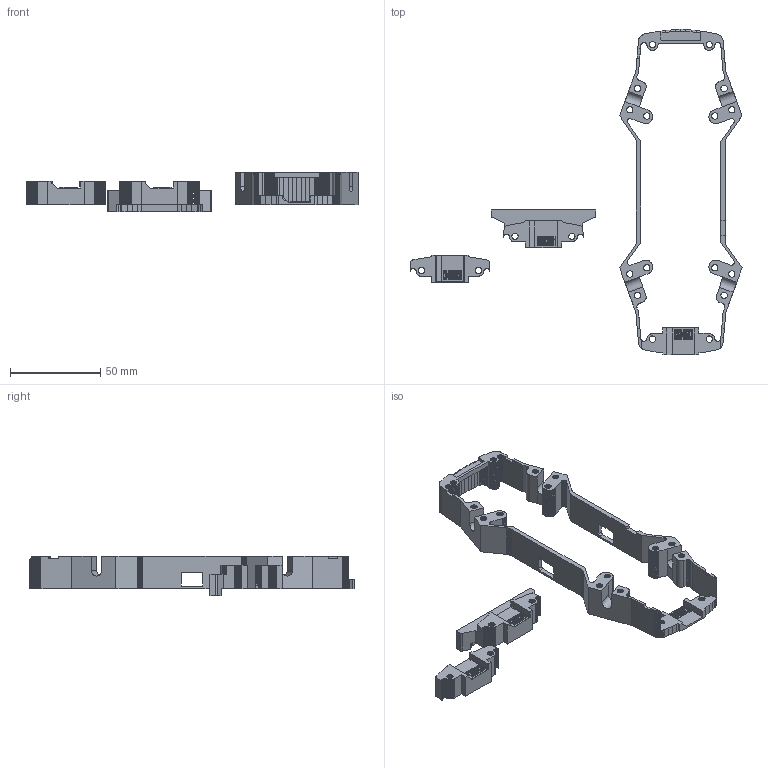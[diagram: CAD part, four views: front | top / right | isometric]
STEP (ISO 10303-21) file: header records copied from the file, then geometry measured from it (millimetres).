
FILE_DESCRIPTION(/* description */ (''),/* implementation_level */ '2;1');
FILE_NAME(/* name */ 'spacer .step',/* time_stamp */ '2016-05-25T22:00:04+03:00',/* author */ (''),/* organization */ (''),/* preprocessor_version */ 'ST-DEVELOPER v16.5',/* originating_system */ 'Autodesk Translation Framework v5.0.0.3310',/* authorisation */ '');
FILE_SCHEMA (('AUTOMOTIVE_DESIGN { 1 0 10303 214 3 1 1 }'));
Products named in the file (2): spacer v14; spacer v5
Assembly tree (1 placements, depth 2):
  spacer v14
    spacer v5
Bounding box: 183.67 x 179.91 x 22 mm (x, y, z)
Volume: 40567.9 mm3; surface area: 31922.2 mm2
Topology: 3 solids, 3 shells, 1840 faces, 5451 edges, 3618 vertices
Faces by surface type: plane 1684, bspline 93, cylinder 54, sphere 9
Full cylindrical faces by diameter (mm): 1.2 x1, 1.3 x1, 1.4 x1, 1.5 x2
Entity records: 61051 total; most frequent: CARTESIAN_POINT 12309, ORIENTED_EDGE 10882, DIRECTION 8874, EDGE_CURVE 5441, LINE 5032, VECTOR 5032, VERTEX_POINT 3613, AXIS2_PLACEMENT_3D 1921
